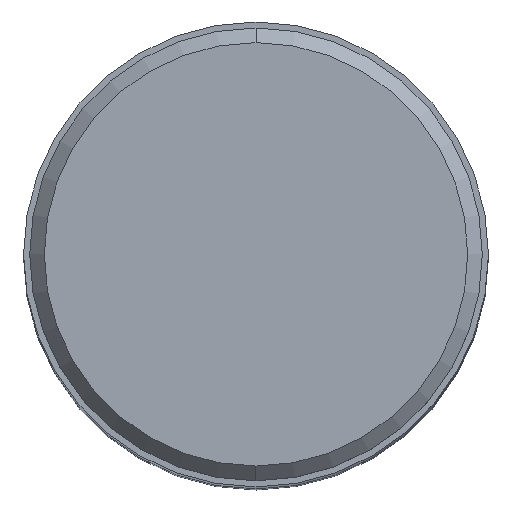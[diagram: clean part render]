
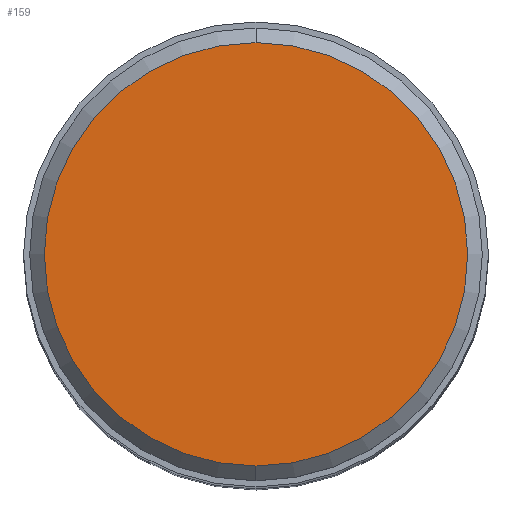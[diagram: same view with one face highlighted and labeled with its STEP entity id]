
A CAD part, top view. The second image highlights one B-rep face of the part: STEP entity #159.
In plain terms, the highlighted planar face has unit normal (0, 0, 1).
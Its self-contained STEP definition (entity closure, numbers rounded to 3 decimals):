
#74=PLANE('',#1535);
#159=ADVANCED_FACE('',(#270),#74,.T.);
#270=FACE_OUTER_BOUND('',#350,.T.);
#350=EDGE_LOOP('',(#620,#621));
#620=ORIENTED_EDGE('',*,*,#897,.T.);
#621=ORIENTED_EDGE('',*,*,#899,.T.);
#752=VERTEX_POINT('',#2531);
#753=VERTEX_POINT('',#2533);
#897=EDGE_CURVE('',#753,#752,#1069,.T.);
#899=EDGE_CURVE('',#752,#753,#1070,.T.);
#1069=CIRCLE('',#1531,17.35);
#1070=CIRCLE('',#1533,17.35);
#1531=AXIS2_PLACEMENT_3D('',#2532,#1964,#1965);
#1533=AXIS2_PLACEMENT_3D('',#2536,#1969,#1970);
#1535=AXIS2_PLACEMENT_3D('',#2538,#1973,#1974);
#1964=DIRECTION('',(0.,0.,1.));
#1965=DIRECTION('',(0.,1.,0.));
#1969=DIRECTION('',(0.,0.,1.));
#1970=DIRECTION('',(0.,-1.,0.));
#1973=DIRECTION('',(0.,0.,1.));
#1974=DIRECTION('',(-1.,0.,0.));
#2531=CARTESIAN_POINT('',(0.,-17.35,0.));
#2532=CARTESIAN_POINT('',(0.,0.,0.));
#2533=CARTESIAN_POINT('',(0.,17.35,0.));
#2536=CARTESIAN_POINT('',(0.,0.,0.));
#2538=CARTESIAN_POINT('',(0.,0.,0.));
